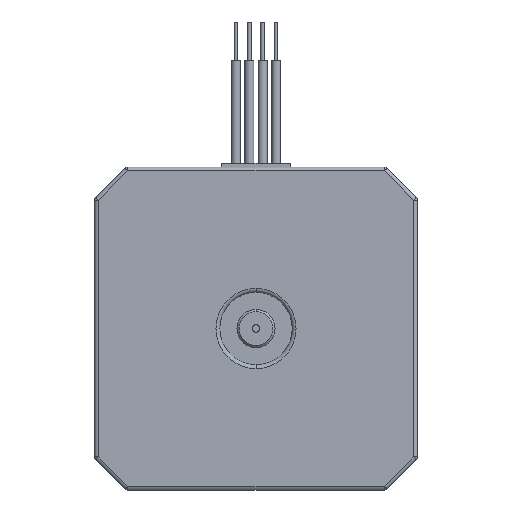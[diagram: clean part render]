
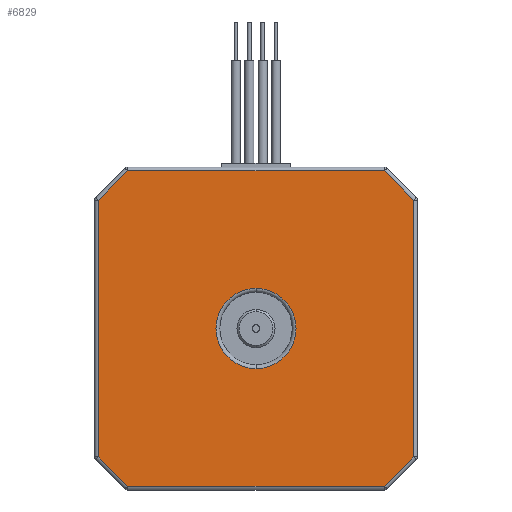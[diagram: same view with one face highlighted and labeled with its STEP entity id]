
A CAD part, front view. The second image highlights one B-rep face of the part: STEP entity #6829.
In plain terms, the highlighted planar face has unit normal (0, -1, 0).
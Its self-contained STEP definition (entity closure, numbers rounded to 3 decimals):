
#575 = DIRECTION ( 'NONE',  ( 1., 0., 0. ) ) ;
#815 = VERTEX_POINT ( 'NONE', #10328 ) ;
#908 = CARTESIAN_POINT ( 'NONE',  ( -16.68, 0., -20.796 ) ) ;
#1045 = LINE ( 'NONE', #908, #3755 ) ;
#1210 = CARTESIAN_POINT ( 'NONE',  ( 0., 0., 0. ) ) ;
#1239 = CARTESIAN_POINT ( 'NONE',  ( 0., 0., 5.25 ) ) ;
#1256 = CARTESIAN_POINT ( 'NONE',  ( 0., 0., -5.25 ) ) ;
#1268 = ORIENTED_EDGE ( 'NONE', *, *, #5593, .T. ) ;
#1430 = CARTESIAN_POINT ( 'NONE',  ( 20.65, 0., -16.827 ) ) ;
#1441 = CARTESIAN_POINT ( 'NONE',  ( 20.65, 0., 16.827 ) ) ;
#1599 = VERTEX_POINT ( 'NONE', #4525 ) ;
#1905 = DIRECTION ( 'NONE',  ( 0., 0., -1. ) ) ;
#2067 = DIRECTION ( 'NONE',  ( -0.707, 0., 0.707 ) ) ;
#2123 = VERTEX_POINT ( 'NONE', #1441 ) ;
#2194 = VECTOR ( 'NONE', #575, 1000. ) ;
#2263 = VECTOR ( 'NONE', #2970, 1000. ) ;
#2471 = ORIENTED_EDGE ( 'NONE', *, *, #5213, .T. ) ;
#2490 = DIRECTION ( 'NONE',  ( 0., 1., 0. ) ) ;
#2582 = CARTESIAN_POINT ( 'NONE',  ( 17.034, 0., -20.65 ) ) ;
#2617 = LINE ( 'NONE', #2582, #2194 ) ;
#2920 = DIRECTION ( 'NONE',  ( 0., 1., 0. ) ) ;
#2970 = DIRECTION ( 'NONE',  ( -1., 0., 0. ) ) ;
#3227 = AXIS2_PLACEMENT_3D ( 'NONE', #6085, #8870, #6990 ) ;
#3282 = LINE ( 'NONE', #9558, #9235 ) ;
#3357 = VERTEX_POINT ( 'NONE', #9074 ) ;
#3588 = ORIENTED_EDGE ( 'NONE', *, *, #7961, .T. ) ;
#3691 = CIRCLE ( 'NONE', #3227, 5.25 ) ;
#3755 = VECTOR ( 'NONE', #10899, 1000. ) ;
#3773 = CARTESIAN_POINT ( 'NONE',  ( -20.65, 0., -16.827 ) ) ;
#3842 = DIRECTION ( 'NONE',  ( 0., 0., 1. ) ) ;
#3955 = FACE_BOUND ( 'NONE', #5585, .T. ) ;
#3976 = VECTOR ( 'NONE', #4627, 1000. ) ;
#4525 = CARTESIAN_POINT ( 'NONE',  ( -20.65, 0., 16.827 ) ) ;
#4554 = CARTESIAN_POINT ( 'NONE',  ( 16.827, 0., -20.65 ) ) ;
#4627 = DIRECTION ( 'NONE',  ( -0.707, 0., -0.707 ) ) ;
#4747 = EDGE_CURVE ( 'NONE', #2123, #3357, #3282, .T. ) ;
#4976 = ORIENTED_EDGE ( 'NONE', *, *, #4747, .T. ) ;
#5070 = EDGE_CURVE ( 'NONE', #11432, #10184, #1045, .T. ) ;
#5183 = EDGE_CURVE ( 'NONE', #815, #1599, #6134, .T. ) ;
#5213 = EDGE_CURVE ( 'NONE', #1599, #11432, #10988, .T. ) ;
#5232 = AXIS2_PLACEMENT_3D ( 'NONE', #1210, #2920, #3842 ) ;
#5279 = PLANE ( 'NONE',  #7278 ) ;
#5373 = CARTESIAN_POINT ( 'NONE',  ( 20.796, 0., -16.68 ) ) ;
#5412 = EDGE_CURVE ( 'NONE', #10590, #2123, #9182, .T. ) ;
#5417 = CARTESIAN_POINT ( 'NONE',  ( -16.827, 0., -20.65 ) ) ;
#5585 = EDGE_LOOP ( 'NONE', ( #11850, #9121 ) ) ;
#5593 = EDGE_CURVE ( 'NONE', #7581, #10590, #7363, .T. ) ;
#5638 = ORIENTED_EDGE ( 'NONE', *, *, #5412, .T. ) ;
#5821 = VERTEX_POINT ( 'NONE', #1239 ) ;
#5911 = DIRECTION ( 'NONE',  ( 0., 0., 1. ) ) ;
#6085 = CARTESIAN_POINT ( 'NONE',  ( 0., 0., 0. ) ) ;
#6134 = LINE ( 'NONE', #11153, #3976 ) ;
#6437 = EDGE_CURVE ( 'NONE', #3357, #815, #7173, .T. ) ;
#6829 = ADVANCED_FACE ( 'NONE', ( #11253, #3955 ), #5279, .F. ) ;
#6990 = DIRECTION ( 'NONE',  ( 0., 0., 1. ) ) ;
#7173 = LINE ( 'NONE', #7541, #2263 ) ;
#7200 = ORIENTED_EDGE ( 'NONE', *, *, #5183, .T. ) ;
#7278 = AXIS2_PLACEMENT_3D ( 'NONE', #9977, #2490, #9014 ) ;
#7363 = LINE ( 'NONE', #5373, #8370 ) ;
#7541 = CARTESIAN_POINT ( 'NONE',  ( 0., 0., 20.65 ) ) ;
#7581 = VERTEX_POINT ( 'NONE', #4554 ) ;
#7770 = EDGE_LOOP ( 'NONE', ( #4976, #8316, #7200, #2471, #9217, #3588, #1268, #5638 ) ) ;
#7886 = VECTOR ( 'NONE', #1905, 1000. ) ;
#7961 = EDGE_CURVE ( 'NONE', #10184, #7581, #2617, .T. ) ;
#7986 = VECTOR ( 'NONE', #5911, 1000. ) ;
#8316 = ORIENTED_EDGE ( 'NONE', *, *, #6437, .T. ) ;
#8370 = VECTOR ( 'NONE', #10064, 1000. ) ;
#8870 = DIRECTION ( 'NONE',  ( 0., 1., 0. ) ) ;
#8970 = EDGE_CURVE ( 'NONE', #5821, #9962, #3691, .T. ) ;
#9014 = DIRECTION ( 'NONE',  ( 0., 0., 1. ) ) ;
#9074 = CARTESIAN_POINT ( 'NONE',  ( 16.827, 0., 20.65 ) ) ;
#9121 = ORIENTED_EDGE ( 'NONE', *, *, #11778, .T. ) ;
#9182 = LINE ( 'NONE', #9620, #7986 ) ;
#9217 = ORIENTED_EDGE ( 'NONE', *, *, #5070, .T. ) ;
#9235 = VECTOR ( 'NONE', #2067, 1000. ) ;
#9517 = CIRCLE ( 'NONE', #5232, 5.25 ) ;
#9558 = CARTESIAN_POINT ( 'NONE',  ( 16.68, 0., 20.796 ) ) ;
#9620 = CARTESIAN_POINT ( 'NONE',  ( 20.65, 0., 17.034 ) ) ;
#9962 = VERTEX_POINT ( 'NONE', #1256 ) ;
#9977 = CARTESIAN_POINT ( 'NONE',  ( 0., 0., 0. ) ) ;
#10064 = DIRECTION ( 'NONE',  ( 0.707, 0., 0.707 ) ) ;
#10184 = VERTEX_POINT ( 'NONE', #5417 ) ;
#10198 = CARTESIAN_POINT ( 'NONE',  ( -20.65, 0., 0. ) ) ;
#10328 = CARTESIAN_POINT ( 'NONE',  ( -16.827, 0., 20.65 ) ) ;
#10590 = VERTEX_POINT ( 'NONE', #1430 ) ;
#10899 = DIRECTION ( 'NONE',  ( 0.707, 0., -0.707 ) ) ;
#10988 = LINE ( 'NONE', #10198, #7886 ) ;
#11153 = CARTESIAN_POINT ( 'NONE',  ( -20.796, 0., 16.68 ) ) ;
#11253 = FACE_OUTER_BOUND ( 'NONE', #7770, .T. ) ;
#11432 = VERTEX_POINT ( 'NONE', #3773 ) ;
#11778 = EDGE_CURVE ( 'NONE', #9962, #5821, #9517, .T. ) ;
#11850 = ORIENTED_EDGE ( 'NONE', *, *, #8970, .T. ) ;
